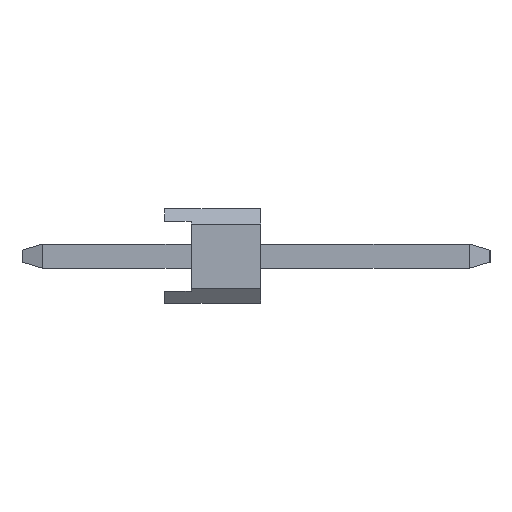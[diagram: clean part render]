
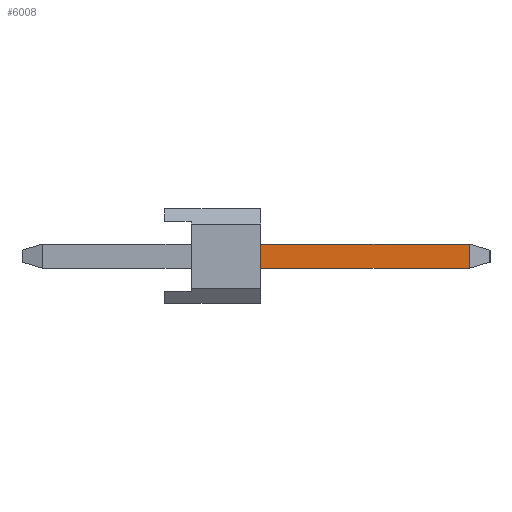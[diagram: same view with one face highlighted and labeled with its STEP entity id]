
A CAD part, left-side view. The second image highlights one B-rep face of the part: STEP entity #6008.
In plain terms, the highlighted planar face has unit normal (-1, 0, 0).
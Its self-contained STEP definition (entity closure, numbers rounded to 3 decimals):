
#4668=VERTEX_POINT('',#12733);
#6008=ADVANCED_FACE('',(#14216),#14217,.T.);
#6258=EDGE_CURVE('',#9308,#11198,#14495,.T.);
#6528=EDGE_CURVE('',#4668,#10006,#14811,.T.);
#9308=VERTEX_POINT('',#17860);
#10006=VERTEX_POINT('',#18634);
#10336=EDGE_CURVE('',#11198,#4668,#19032,.T.);
#11198=VERTEX_POINT('',#19954);
#11534=EDGE_CURVE('',#10006,#9308,#20322,.T.);
#12733=CARTESIAN_POINT('',(-32.07,-2.54,0.32));
#14216=FACE_OUTER_BOUND('',#24027,.T.);
#14217=PLANE('',#24028);
#14495=LINE('',#24427,#24428);
#14811=LINE('',#24885,#24886);
#17860=CARTESIAN_POINT('',(-32.07,-8.074,-0.32));
#18634=CARTESIAN_POINT('',(-32.07,-8.074,0.32));
#19032=LINE('',#30956,#30957);
#19954=CARTESIAN_POINT('',(-32.07,-2.54,-0.32));
#20322=LINE('',#32850,#32851);
#24027=EDGE_LOOP('',(#35775,#35776,#35777,#35778));
#24028=AXIS2_PLACEMENT_3D('',#35779,#35780,#35781);
#24427=CARTESIAN_POINT('',(-32.07,3.234,-0.32));
#24428=VECTOR('',#36084,1.0);
#24885=CARTESIAN_POINT('',(-32.07,-2.42,0.32));
#24886=VECTOR('',#36623,1.0);
#30956=CARTESIAN_POINT('',(-32.07,-2.54,0.252));
#30957=VECTOR('',#41048,1.0);
#32850=CARTESIAN_POINT('',(-32.07,-8.074,0.5));
#32851=VECTOR('',#42108,1.0);
#35775=ORIENTED_EDGE('',*,*,#10336,.F.);
#35776=ORIENTED_EDGE('',*,*,#6258,.F.);
#35777=ORIENTED_EDGE('',*,*,#11534,.F.);
#35778=ORIENTED_EDGE('',*,*,#6528,.F.);
#35779=CARTESIAN_POINT('',(-32.07,3.234,0.5));
#35780=DIRECTION('',(-1.0,0.,0.));
#35781=DIRECTION('',(0.,1.0,0.));
#36084=DIRECTION('',(0.,1.0,0.));
#36623=DIRECTION('',(0.,-1.0,0.));
#41048=DIRECTION('',(0.,0.,1.0));
#42108=DIRECTION('',(0.0,0.,-1.0));
